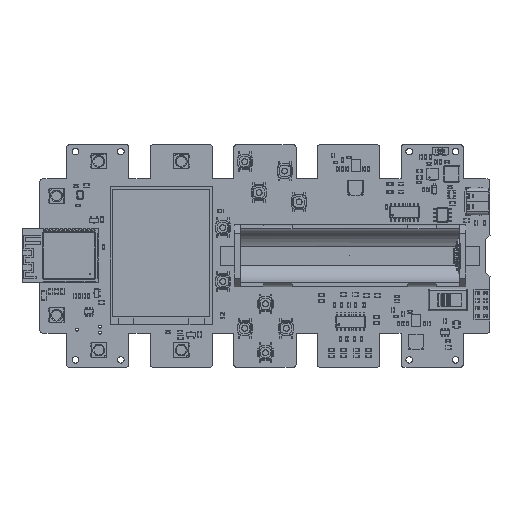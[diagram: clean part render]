
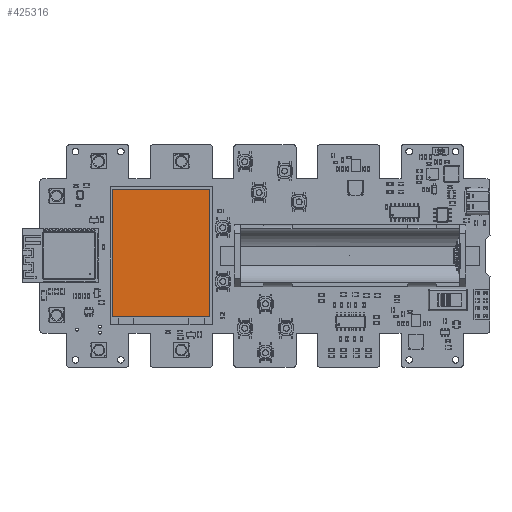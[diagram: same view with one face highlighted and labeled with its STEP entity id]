
A CAD part, top view. The second image highlights one B-rep face of the part: STEP entity #425316.
In plain terms, the highlighted planar face has unit normal (0, 0, 1).
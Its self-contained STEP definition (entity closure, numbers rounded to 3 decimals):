
#424489 = PLANE('',#424490);
#424490 = AXIS2_PLACEMENT_3D('',#424491,#424492,#424493);
#424491 = CARTESIAN_POINT('',(-7.53,1.33,4.05));
#424492 = DIRECTION('',(1.,0.,0.));
#424493 = DIRECTION('',(-0.,1.,0.));
#425316 = ADVANCED_FACE('',(#425317),#425331,.T.);
#425317 = FACE_BOUND('',#425318,.T.);
#425318 = EDGE_LOOP('',(#425319,#425349,#425377,#425405));
#425319 = ORIENTED_EDGE('',*,*,#425320,.T.);
#425320 = EDGE_CURVE('',#425321,#425323,#425325,.T.);
#425321 = VERTEX_POINT('',#425322);
#425322 = CARTESIAN_POINT('',(-7.53,1.33,4.15));
#425323 = VERTEX_POINT('',#425324);
#425324 = CARTESIAN_POINT('',(-7.53,33.67,4.15));
#425325 = SURFACE_CURVE('',#425326,(#425330,#425342),.PCURVE_S1.);
#425326 = LINE('',#425327,#425328);
#425327 = CARTESIAN_POINT('',(-7.53,0.5,4.15));
#425328 = VECTOR('',#425329,1.);
#425329 = DIRECTION('',(0.,1.,0.));
#425330 = PCURVE('',#425331,#425336);
#425331 = PLANE('',#425332);
#425332 = AXIS2_PLACEMENT_3D('',#425333,#425334,#425335);
#425333 = CARTESIAN_POINT('',(-27.641,17.5,4.15));
#425334 = DIRECTION('',(0.,0.,1.));
#425335 = DIRECTION('',(1.,0.,-0.));
#425336 = DEFINITIONAL_REPRESENTATION('',(#425337),#425341);
#425337 = LINE('',#425338,#425339);
#425338 = CARTESIAN_POINT('',(20.111,-17.));
#425339 = VECTOR('',#425340,1.);
#425340 = DIRECTION('',(0.,1.));
#425341 = ( GEOMETRIC_REPRESENTATION_CONTEXT(2) 
PARAMETRIC_REPRESENTATION_CONTEXT() REPRESENTATION_CONTEXT('2D SPACE',''
  ) );
#425342 = PCURVE('',#424489,#425343);
#425343 = DEFINITIONAL_REPRESENTATION('',(#425344),#425348);
#425344 = LINE('',#425345,#425346);
#425345 = CARTESIAN_POINT('',(-0.83,0.1));
#425346 = VECTOR('',#425347,1.);
#425347 = DIRECTION('',(1.,0.));
#425348 = ( GEOMETRIC_REPRESENTATION_CONTEXT(2) 
PARAMETRIC_REPRESENTATION_CONTEXT() REPRESENTATION_CONTEXT('2D SPACE',''
  ) );
#425349 = ORIENTED_EDGE('',*,*,#425350,.T.);
#425350 = EDGE_CURVE('',#425323,#425351,#425353,.T.);
#425351 = VERTEX_POINT('',#425352);
#425352 = CARTESIAN_POINT('',(-50.02,33.67,4.15));
#425353 = SURFACE_CURVE('',#425354,(#425358,#425365),.PCURVE_S1.);
#425354 = LINE('',#425355,#425356);
#425355 = CARTESIAN_POINT('',(-7.53,33.67,4.15));
#425356 = VECTOR('',#425357,1.);
#425357 = DIRECTION('',(-1.,0.,0.));
#425358 = PCURVE('',#425331,#425359);
#425359 = DEFINITIONAL_REPRESENTATION('',(#425360),#425364);
#425360 = LINE('',#425361,#425362);
#425361 = CARTESIAN_POINT('',(20.111,16.17));
#425362 = VECTOR('',#425363,1.);
#425363 = DIRECTION('',(-1.,0.));
#425364 = ( GEOMETRIC_REPRESENTATION_CONTEXT(2) 
PARAMETRIC_REPRESENTATION_CONTEXT() REPRESENTATION_CONTEXT('2D SPACE',''
  ) );
#425365 = PCURVE('',#425366,#425371);
#425366 = PLANE('',#425367);
#425367 = AXIS2_PLACEMENT_3D('',#425368,#425369,#425370);
#425368 = CARTESIAN_POINT('',(-7.53,33.67,4.05));
#425369 = DIRECTION('',(0.,1.,0.));
#425370 = DIRECTION('',(-1.,0.,0.));
#425371 = DEFINITIONAL_REPRESENTATION('',(#425372),#425376);
#425372 = LINE('',#425373,#425374);
#425373 = CARTESIAN_POINT('',(0.,0.1));
#425374 = VECTOR('',#425375,1.);
#425375 = DIRECTION('',(1.,0.));
#425376 = ( GEOMETRIC_REPRESENTATION_CONTEXT(2) 
PARAMETRIC_REPRESENTATION_CONTEXT() REPRESENTATION_CONTEXT('2D SPACE',''
  ) );
#425377 = ORIENTED_EDGE('',*,*,#425378,.T.);
#425378 = EDGE_CURVE('',#425351,#425379,#425381,.T.);
#425379 = VERTEX_POINT('',#425380);
#425380 = CARTESIAN_POINT('',(-50.02,1.33,4.15));
#425381 = SURFACE_CURVE('',#425382,(#425386,#425393),.PCURVE_S1.);
#425382 = LINE('',#425383,#425384);
#425383 = CARTESIAN_POINT('',(-50.02,34.5,4.15));
#425384 = VECTOR('',#425385,1.);
#425385 = DIRECTION('',(0.,-1.,0.));
#425386 = PCURVE('',#425331,#425387);
#425387 = DEFINITIONAL_REPRESENTATION('',(#425388),#425392);
#425388 = LINE('',#425389,#425390);
#425389 = CARTESIAN_POINT('',(-22.379,17.));
#425390 = VECTOR('',#425391,1.);
#425391 = DIRECTION('',(0.,-1.));
#425392 = ( GEOMETRIC_REPRESENTATION_CONTEXT(2) 
PARAMETRIC_REPRESENTATION_CONTEXT() REPRESENTATION_CONTEXT('2D SPACE',''
  ) );
#425393 = PCURVE('',#425394,#425399);
#425394 = PLANE('',#425395);
#425395 = AXIS2_PLACEMENT_3D('',#425396,#425397,#425398);
#425396 = CARTESIAN_POINT('',(-50.02,33.67,4.05));
#425397 = DIRECTION('',(-1.,0.,0.));
#425398 = DIRECTION('',(0.,-1.,0.));
#425399 = DEFINITIONAL_REPRESENTATION('',(#425400),#425404);
#425400 = LINE('',#425401,#425402);
#425401 = CARTESIAN_POINT('',(-0.83,0.1));
#425402 = VECTOR('',#425403,1.);
#425403 = DIRECTION('',(1.,0.));
#425404 = ( GEOMETRIC_REPRESENTATION_CONTEXT(2) 
PARAMETRIC_REPRESENTATION_CONTEXT() REPRESENTATION_CONTEXT('2D SPACE',''
  ) );
#425405 = ORIENTED_EDGE('',*,*,#425406,.T.);
#425406 = EDGE_CURVE('',#425379,#425321,#425407,.T.);
#425407 = SURFACE_CURVE('',#425408,(#425412,#425419),.PCURVE_S1.);
#425408 = LINE('',#425409,#425410);
#425409 = CARTESIAN_POINT('',(-50.85,1.33,4.15));
#425410 = VECTOR('',#425411,1.);
#425411 = DIRECTION('',(1.,0.,0.));
#425412 = PCURVE('',#425331,#425413);
#425413 = DEFINITIONAL_REPRESENTATION('',(#425414),#425418);
#425414 = LINE('',#425415,#425416);
#425415 = CARTESIAN_POINT('',(-23.209,-16.17));
#425416 = VECTOR('',#425417,1.);
#425417 = DIRECTION('',(1.,0.));
#425418 = ( GEOMETRIC_REPRESENTATION_CONTEXT(2) 
PARAMETRIC_REPRESENTATION_CONTEXT() REPRESENTATION_CONTEXT('2D SPACE',''
  ) );
#425419 = PCURVE('',#425420,#425425);
#425420 = PLANE('',#425421);
#425421 = AXIS2_PLACEMENT_3D('',#425422,#425423,#425424);
#425422 = CARTESIAN_POINT('',(-50.02,1.33,4.05));
#425423 = DIRECTION('',(0.,-1.,0.));
#425424 = DIRECTION('',(1.,0.,0.));
#425425 = DEFINITIONAL_REPRESENTATION('',(#425426),#425430);
#425426 = LINE('',#425427,#425428);
#425427 = CARTESIAN_POINT('',(-0.83,0.1));
#425428 = VECTOR('',#425429,1.);
#425429 = DIRECTION('',(1.,0.));
#425430 = ( GEOMETRIC_REPRESENTATION_CONTEXT(2) 
PARAMETRIC_REPRESENTATION_CONTEXT() REPRESENTATION_CONTEXT('2D SPACE',''
  ) );
